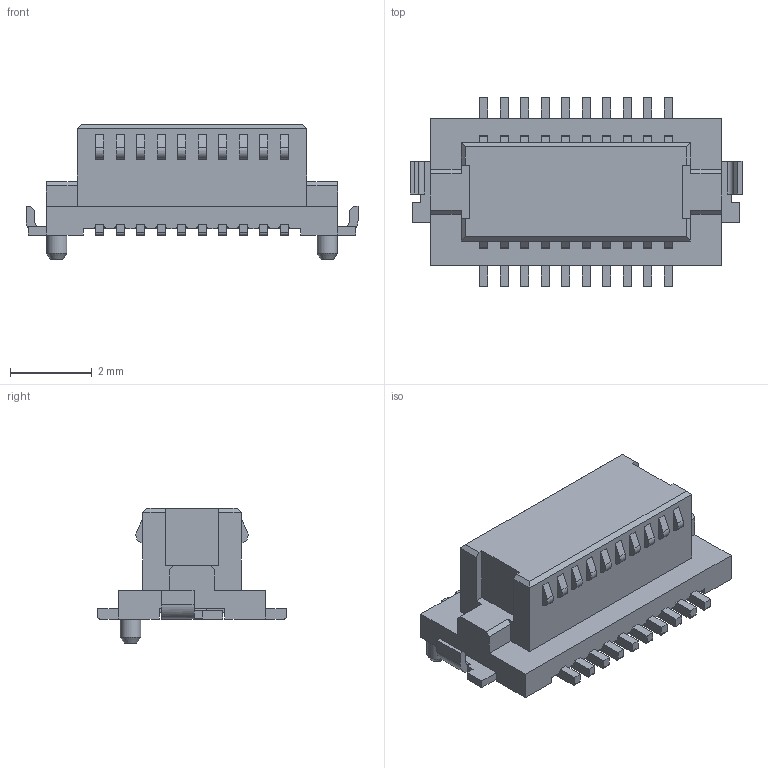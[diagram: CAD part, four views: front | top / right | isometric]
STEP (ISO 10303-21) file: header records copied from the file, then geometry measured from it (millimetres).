
FILE_DESCRIPTION(/* description */ (''),/* implementation_level */ '2;1');
FILE_NAME(/* name */ 'HIROSE_DF12-20DS-0.5V(86).stp',/* time_stamp */ '2017-05-22T11:31:56+02:00',/* author */ ('jchouvet'),/* organization */ (''),/* preprocessor_version */ 'ST-DEVELOPER v16.1',/* originating_system */ 'AutoCAD Mechanical',/* authorisation */ '');
FILE_SCHEMA (('AUTOMOTIVE_DESIGN { 1 0 10303 214 3 1 1 }'));
Length unit declared in the file: millimetre
Products named in the file (1): Product
Bounding box: 8.1 x 4.6 x 3.3 mm (x, y, z)
Volume: 43.3 mm3; surface area: 152.5 mm2
Topology: 43 solids, 43 shells, 756 faces, 1941 edges, 1273 vertices
Faces by surface type: plane 662, cylinder 92, cone 2
Full cylindrical faces by diameter (mm): 0.5 x2
Entity records: 22506 total; most frequent: CARTESIAN_POINT 3961, ORIENTED_EDGE 3868, DIRECTION 3636, EDGE_CURVE 1934, LINE 1746, VECTOR 1746, VERTEX_POINT 1270, AXIS2_PLACEMENT_3D 945
